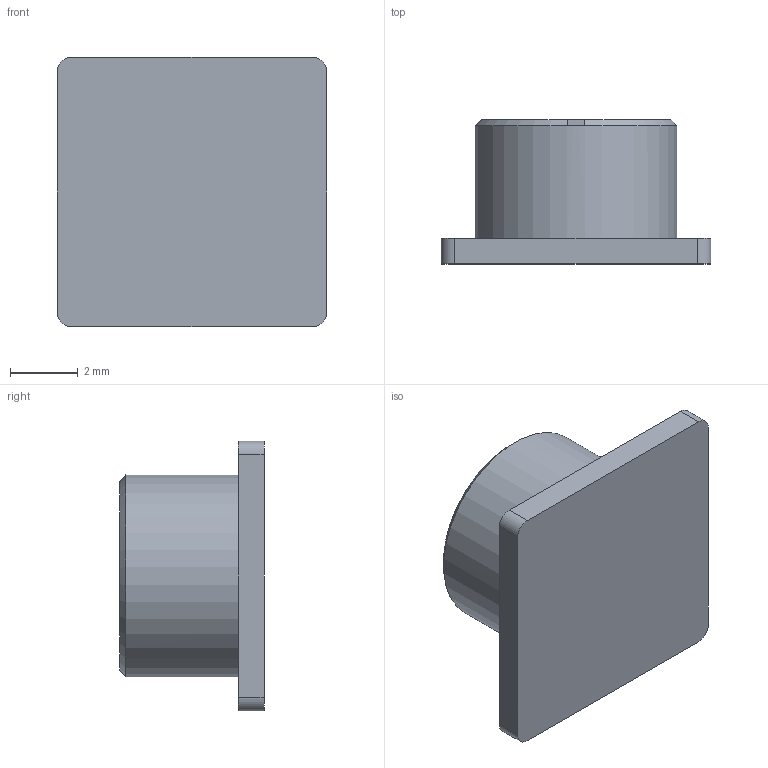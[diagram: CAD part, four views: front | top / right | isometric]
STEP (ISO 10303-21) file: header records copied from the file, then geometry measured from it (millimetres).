
FILE_DESCRIPTION(/* description */ (''),/* implementation_level */ '2;1');
FILE_NAME(/* name */ '_BB25B-body3.ipt.step',/* time_stamp */ '2015-01-02T19:20:26-08:00',/* author */ ('Philip'),/* organization */ (''),/* preprocessor_version */ 'ST-DEVELOPER v15.6',/* originating_system */ 'Autodesk Inventor 2015',/* authorisation */ '');
FILE_SCHEMA (('AUTOMOTIVE_DESIGN { 1 0 10303 214 3 1 1 }'));
Length unit declared in the file: inch
Products named in the file (1): _BB25B-body3
Bounding box: 7.98 x 4.27 x 7.98 mm (x, y, z)
Volume: 125.7 mm3; surface area: 246.1 mm2
Topology: 1 solids, 1 shells, 21 faces, 49 edges, 32 vertices
Faces by surface type: plane 13, cylinder 7, cone 1
Full cylindrical faces by diameter (mm): 2.794 x1, 5.994 x1
Entity records: 607 total; most frequent: DIRECTION 104, CARTESIAN_POINT 101, ORIENTED_EDGE 90, EDGE_CURVE 45, AXIS2_PLACEMENT_3D 39, VERTEX_POINT 30, LINE 26, VECTOR 26
